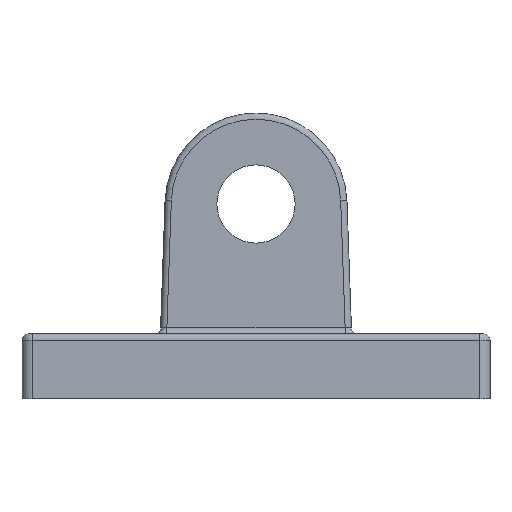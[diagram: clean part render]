
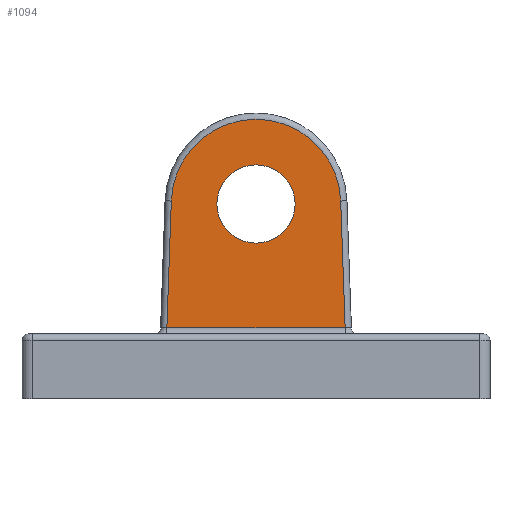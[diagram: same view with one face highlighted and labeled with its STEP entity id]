
A CAD part, left-side view. The second image highlights one B-rep face of the part: STEP entity #1094.
In plain terms, the highlighted planar face has unit normal (-1, 0, 0).
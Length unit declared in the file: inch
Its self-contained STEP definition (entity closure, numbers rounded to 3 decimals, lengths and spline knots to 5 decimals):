
#12 = VECTOR ( 'NONE', #925, 39.37008 ) ;
#30 = AXIS2_PLACEMENT_3D ( 'NONE', #871, #628, #263 ) ;
#41 = ORIENTED_EDGE ( 'NONE', *, *, #1523, .T. ) ;
#75 = EDGE_CURVE ( 'NONE', #899, #1243, #659, .T. ) ;
#83 = CARTESIAN_POINT ( 'NONE',  ( -0.625, 0.85705, 0.685 ) ) ;
#99 = DIRECTION ( 'NONE',  ( 0., 0., -1. ) ) ;
#134 = AXIS2_PLACEMENT_3D ( 'NONE', #235, #355, #463 ) ;
#135 = CARTESIAN_POINT ( 'NONE',  ( -0.625, 0.8145, 1.90344 ) ) ;
#192 = DIRECTION ( 'NONE',  ( 0., -1., 0. ) ) ;
#200 = DIRECTION ( 'NONE',  ( 0., 0.035, 0.999 ) ) ;
#235 = CARTESIAN_POINT ( 'NONE',  ( -0.625, 0., 1.875 ) ) ;
#261 = AXIS2_PLACEMENT_3D ( 'NONE', #1321, #587, #99 ) ;
#263 = DIRECTION ( 'NONE',  ( 0., 0., -1. ) ) ;
#297 = CIRCLE ( 'NONE', #134, 0.376 ) ;
#304 = CARTESIAN_POINT ( 'NONE',  ( -0.625, 0., 1.499 ) ) ;
#320 = EDGE_CURVE ( 'NONE', #1360, #670, #1041, .T. ) ;
#355 = DIRECTION ( 'NONE',  ( 1., 0., 0. ) ) ;
#365 = DIRECTION ( 'NONE',  ( 0., 0., -1. ) ) ;
#378 = DIRECTION ( 'NONE',  ( 1., 0., 0. ) ) ;
#398 = VERTEX_POINT ( 'NONE', #1353 ) ;
#463 = DIRECTION ( 'NONE',  ( 0., 0., -1. ) ) ;
#551 = LINE ( 'NONE', #1172, #1209 ) ;
#587 = DIRECTION ( 'NONE',  ( 1., 0., 0. ) ) ;
#592 = VERTEX_POINT ( 'NONE', #135 ) ;
#628 = DIRECTION ( 'NONE',  ( -1., 0., 0. ) ) ;
#659 = LINE ( 'NONE', #1532, #1332 ) ;
#670 = VERTEX_POINT ( 'NONE', #1283 ) ;
#740 = PLANE ( 'NONE',  #1555 ) ;
#791 = CARTESIAN_POINT ( 'NONE',  ( -0.625, 0.8145, 1.90344 ) ) ;
#807 = ORIENTED_EDGE ( 'NONE', *, *, #320, .T. ) ;
#814 = EDGE_LOOP ( 'NONE', ( #1284, #927, #1015, #1502 ) ) ;
#871 = CARTESIAN_POINT ( 'NONE',  ( -0.625, 0., 1.875 ) ) ;
#899 = VERTEX_POINT ( 'NONE', #83 ) ;
#925 = DIRECTION ( 'NONE',  ( 0., 0.035, -0.999 ) ) ;
#927 = ORIENTED_EDGE ( 'NONE', *, *, #75, .T. ) ;
#1015 = ORIENTED_EDGE ( 'NONE', *, *, #1480, .T. ) ;
#1016 = CARTESIAN_POINT ( 'NONE',  ( -0.625, -0.85705, 0.685 ) ) ;
#1021 = FACE_OUTER_BOUND ( 'NONE', #814, .T. ) ;
#1041 = CIRCLE ( 'NONE', #261, 0.376 ) ;
#1065 = EDGE_CURVE ( 'NONE', #398, #592, #1271, .T. ) ;
#1094 = ADVANCED_FACE ( 'NONE', ( #1021, #1493 ), #740, .F. ) ;
#1164 = EDGE_LOOP ( 'NONE', ( #41, #807 ) ) ;
#1172 = CARTESIAN_POINT ( 'NONE',  ( -0.625, -0.8145, 1.90344 ) ) ;
#1209 = VECTOR ( 'NONE', #200, 39.37008 ) ;
#1243 = VERTEX_POINT ( 'NONE', #1016 ) ;
#1248 = CARTESIAN_POINT ( 'NONE',  ( -0.625, 0., 1.875 ) ) ;
#1271 = CIRCLE ( 'NONE', #30, 0.815 ) ;
#1283 = CARTESIAN_POINT ( 'NONE',  ( -0.625, 0., 2.251 ) ) ;
#1284 = ORIENTED_EDGE ( 'NONE', *, *, #1415, .T. ) ;
#1321 = CARTESIAN_POINT ( 'NONE',  ( -0.625, 0., 1.875 ) ) ;
#1332 = VECTOR ( 'NONE', #192, 39.37008 ) ;
#1353 = CARTESIAN_POINT ( 'NONE',  ( -0.625, -0.8145, 1.90344 ) ) ;
#1360 = VERTEX_POINT ( 'NONE', #304 ) ;
#1410 = LINE ( 'NONE', #791, #12 ) ;
#1415 = EDGE_CURVE ( 'NONE', #592, #899, #1410, .T. ) ;
#1480 = EDGE_CURVE ( 'NONE', #1243, #398, #551, .T. ) ;
#1493 = FACE_BOUND ( 'NONE', #1164, .T. ) ;
#1502 = ORIENTED_EDGE ( 'NONE', *, *, #1065, .T. ) ;
#1523 = EDGE_CURVE ( 'NONE', #670, #1360, #297, .T. ) ;
#1532 = CARTESIAN_POINT ( 'NONE',  ( -0.625, -0.85915, 0.685 ) ) ;
#1555 = AXIS2_PLACEMENT_3D ( 'NONE', #1248, #378, #365 ) ;
